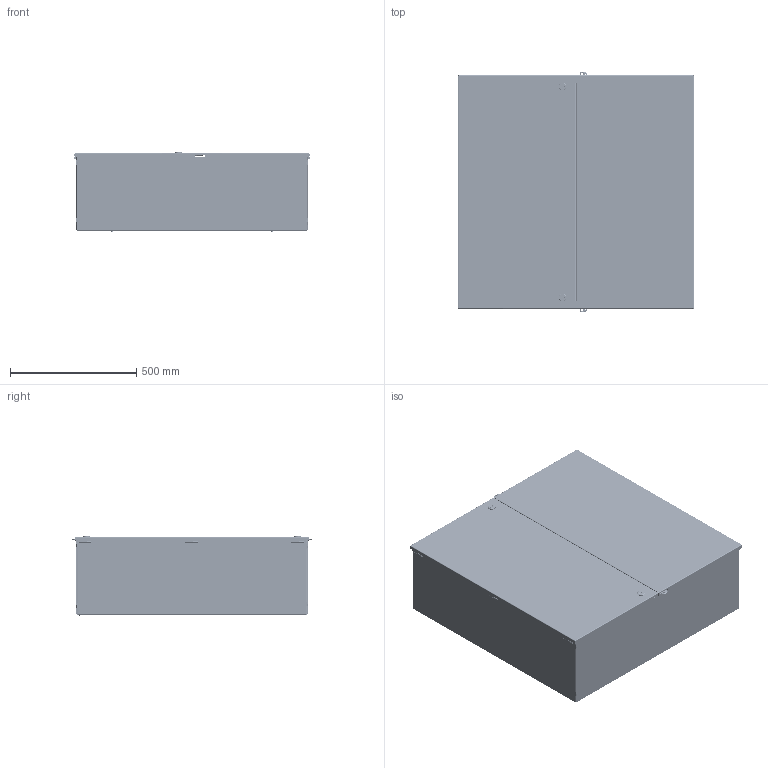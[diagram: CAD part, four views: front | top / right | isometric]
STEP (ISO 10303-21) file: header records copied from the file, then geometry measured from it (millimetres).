
FILE_DESCRIPTION(/* description */ ('1100MCDD 36" x 36" x 12" Assembly'),/* implementation_level */ '2;1');
FILE_NAME(/* name */ '1100MCDD363612.stp',/* time_stamp */ '2025-06-17T16:09:29-04:00',/* author */ ('BoxCad'),/* organization */ (''),/* preprocessor_version */ 'ST-DEVELOPER v20',/* originating_system */ 'Autodesk Inventor 2024',/* authorisation */ '');
FILE_SCHEMA (('AUTOMOTIVE_DESIGN { 1 0 10303 214 3 1 1 }'));
Products named in the file (27): 1100MCDD363612; 1100MCDD363612B; 1100MCDD363612B-P; 1100MCDD363612BT-P; 1100MCDD363612T-P; STK-Q-33510-1; STK-Q-33510-2; STK-Q-33510; STK-Q-33410-4; STK-Q-33410-5; STK-Q-33410-6; STK-Q-33410-A; STK-Q-33410-B; STK-Q-16005; 1100MCDD363612LD; 1100MCDD363612LD-P; STK-Q-78643; STK-Q-78631; STK-Q-78642; 1100MCDD363612FD; 1100MCDD363612FD-P; STK-Q-79000; STK-Q-05020; STK-Q-07310; 1100MCDD363612IP; 1100MCDD363612IP-P; STK-P-02400S
Assembly tree (64 placements, depth 4):
  1100MCDD363612
    1100MCDD363612B
      1100MCDD363612B-P
      1100MCDD363612BT-P
      1100MCDD363612T-P
      STK-Q-33510-1
        STK-Q-33410-A
        STK-Q-33410-B
      STK-Q-33510-2
        STK-Q-33410-A
        STK-Q-33410-B
      STK-Q-33510
        STK-Q-33410-A
        STK-Q-33410-B
      STK-Q-33410-4
        STK-Q-33410-A
        STK-Q-33410-B
      STK-Q-33410-5
        STK-Q-33410-A
        STK-Q-33410-B
      STK-Q-33410-6
        STK-Q-33410-A
        STK-Q-33410-B
      STK-Q-16005  x8
      STK-P-02400S
    1100MCDD363612LD
      1100MCDD363612LD-P
      STK-Q-78631  x2
      STK-Q-78643
      STK-Q-78642
      STK-P-02400S
    1100MCDD363612FD
      1100MCDD363612FD-P
      STK-P-02400S
    STK-Q-79000  x2
    STK-Q-05020  x2
    STK-Q-07310  x16
    1100MCDD363612IP
      1100MCDD363612IP-P
      STK-P-02400S
Bounding box: 934.21 x 952.95 x 318.17 mm (x, y, z)
Volume: 6278193.5 mm3; surface area: 7325942.7 mm2
Topology: 50 solids, 50 shells, 12091 faces, 32766 edges, 20632 vertices
Faces by surface type: plane 4615, bspline 3744, cylinder 2874, torus 424, sphere 312, cone 122
Full cylindrical faces by diameter (mm): 0.75 x8, 0.762 x8, 4.191 x2, 4.496 x6, 4.75 x8, 5.156 x6, 6.35 x6, 6.65 x8, 6.85 x64, 7.137 x2, 7.366 x4, 7.9 x8, 9.5 x2, 10 x2, 12.7 x8, 30 x2
Entity records: 161610 total; most frequent: CARTESIAN_POINT 56786, ORIENTED_EDGE 23342, DIRECTION 18875, EDGE_CURVE 11671, VERTEX_POINT 7275, AXIS2_PLACEMENT_3D 6476, LINE 5923, VECTOR 5923
